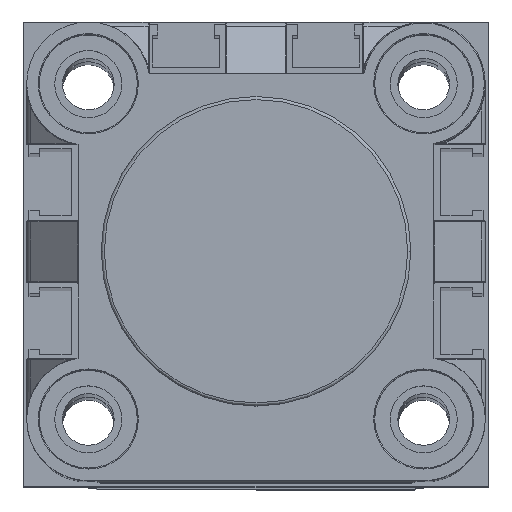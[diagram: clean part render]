
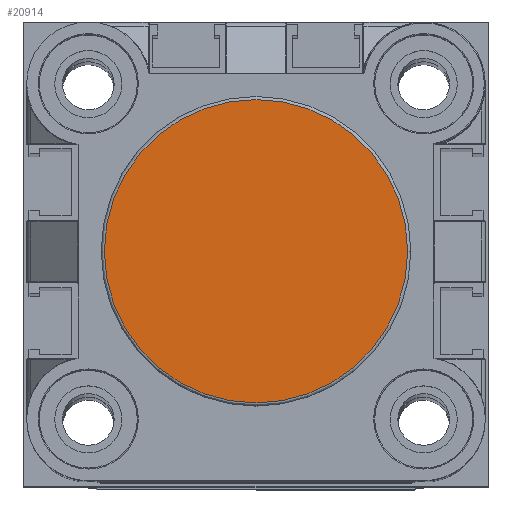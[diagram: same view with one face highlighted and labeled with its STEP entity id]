
A CAD part, top view. The second image highlights one B-rep face of the part: STEP entity #20914.
In plain terms, the highlighted planar face has unit normal (0, 0, 1).
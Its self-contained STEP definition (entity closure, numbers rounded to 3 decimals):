
#571 = CIRCLE ( 'NONE', #8132, 14.7 ) ;
#1519 = EDGE_LOOP ( 'NONE', ( #25512, #2478 ) ) ;
#2478 = ORIENTED_EDGE ( 'NONE', *, *, #31609, .T. ) ;
#3284 = VERTEX_POINT ( 'NONE', #20177 ) ;
#3386 = AXIS2_PLACEMENT_3D ( 'NONE', #11119, #28655, #13671 ) ;
#3808 = DIRECTION ( 'NONE',  ( 1., 0., 0. ) ) ;
#6419 = CIRCLE ( 'NONE', #3386, 14.7 ) ;
#8132 = AXIS2_PLACEMENT_3D ( 'NONE', #10520, #28034, #13038 ) ;
#10520 = CARTESIAN_POINT ( 'NONE',  ( 17.25, -17.25, 30. ) ) ;
#11119 = CARTESIAN_POINT ( 'NONE',  ( 17.25, -17.25, 30. ) ) ;
#12184 = FACE_OUTER_BOUND ( 'NONE', #1519, .T. ) ;
#13038 = DIRECTION ( 'NONE',  ( 1., 0., 0. ) ) ;
#13100 = AXIS2_PLACEMENT_3D ( 'NONE', #16310, #18839, #3808 ) ;
#13671 = DIRECTION ( 'NONE',  ( 1., 0., 0. ) ) ;
#16310 = CARTESIAN_POINT ( 'NONE',  ( 17.25, -17.25, 30. ) ) ;
#18756 = EDGE_CURVE ( 'NONE', #3284, #21560, #6419, .T. ) ;
#18839 = DIRECTION ( 'NONE',  ( 0., 0., 1. ) ) ;
#20177 = CARTESIAN_POINT ( 'NONE',  ( 31.95, -17.25, 30. ) ) ;
#20914 = ADVANCED_FACE ( 'NONE', ( #12184 ), #28557, .T. ) ;
#21157 = CARTESIAN_POINT ( 'NONE',  ( 2.55, -17.25, 30. ) ) ;
#21560 = VERTEX_POINT ( 'NONE', #21157 ) ;
#25512 = ORIENTED_EDGE ( 'NONE', *, *, #18756, .T. ) ;
#28034 = DIRECTION ( 'NONE',  ( 0., 0., 1. ) ) ;
#28557 = PLANE ( 'NONE',  #13100 ) ;
#28655 = DIRECTION ( 'NONE',  ( 0., 0., 1. ) ) ;
#31609 = EDGE_CURVE ( 'NONE', #21560, #3284, #571, .T. ) ;
